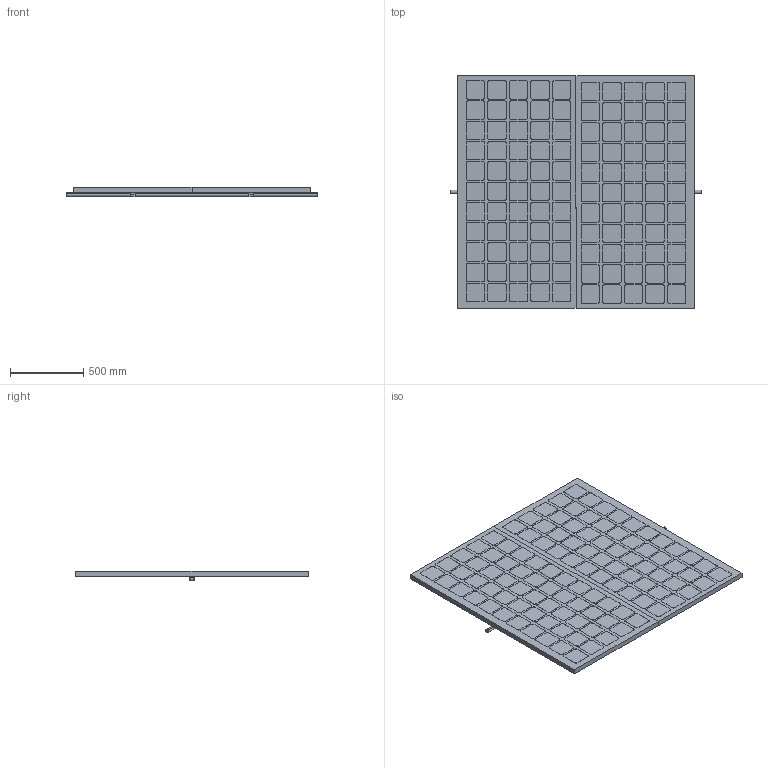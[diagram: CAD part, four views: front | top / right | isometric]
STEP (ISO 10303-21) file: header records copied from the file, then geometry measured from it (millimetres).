
FILE_DESCRIPTION (( 'STEP AP214' ), '1' );
FILE_NAME ('鼁闉罻 鼁.STEP', '2025-04-06T10:10:57', ( '' ), ( '' ), 'SwSTEP 2.0', 'SolidWorks 2023', '' );
FILE_SCHEMA (( 'AUTOMOTIVE_DESIGN' ));
Length unit declared in the file: millimetre
Products named in the file (3): Солнечная панель; сборка сб; вал
Assembly tree (3 placements, depth 2):
  сборка сб
    Солнечная панель  x2
    вал
Bounding box: 1712 x 1586 x 65.5 mm (x, y, z)
Volume: 91201697.4 mm3; surface area: 9038705.6 mm2
Topology: 113 solids, 113 shells, 1130 faces, 2706 edges, 1804 vertices
Faces by surface type: plane 684, cylinder 446
Entity records: 17113 total; most frequent: DIRECTION 2950, CARTESIAN_POINT 2833, ORIENTED_EDGE 2712, EDGE_CURVE 1356, AXIS2_PLACEMENT_3D 1021, LINE 908, VECTOR 908, VERTEX_POINT 904
